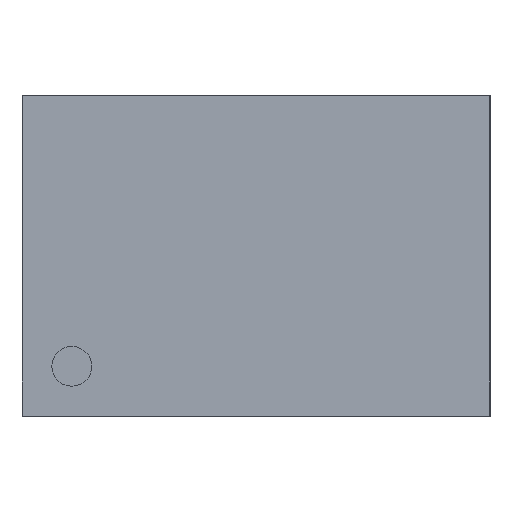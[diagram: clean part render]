
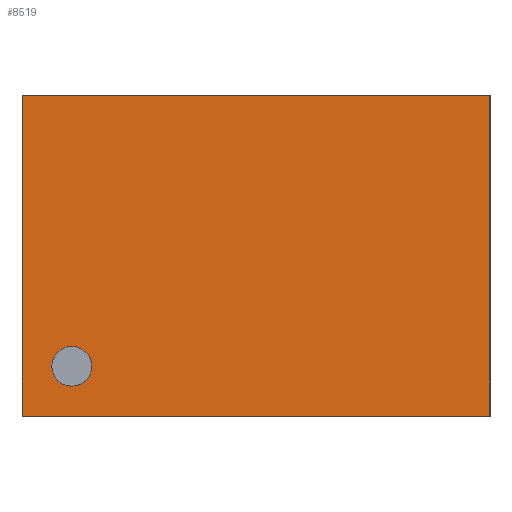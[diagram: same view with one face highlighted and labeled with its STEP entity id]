
A CAD part, top view. The second image highlights one B-rep face of the part: STEP entity #8519.
In plain terms, the highlighted planar face has unit normal (0, 0, 1).
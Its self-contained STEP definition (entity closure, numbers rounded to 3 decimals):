
#1357=CIRCLE('',#9903,0.2);
#2997=ORIENTED_EDGE('',*,*,#3832,.T.);
#2998=ORIENTED_EDGE('',*,*,#3822,.T.);
#2999=ORIENTED_EDGE('',*,*,#3826,.T.);
#3000=ORIENTED_EDGE('',*,*,#3829,.T.);
#3001=ORIENTED_EDGE('',*,*,#3831,.T.);
#3822=EDGE_CURVE('',#4593,#4592,#4755,.T.);
#3826=EDGE_CURVE('',#4592,#4595,#4759,.T.);
#3829=EDGE_CURVE('',#4595,#4597,#4762,.T.);
#3831=EDGE_CURVE('',#4597,#4593,#4764,.T.);
#3832=EDGE_CURVE('',#4598,#4598,#1357,.T.);
#4592=VERTEX_POINT('',#29154);
#4593=VERTEX_POINT('',#29156);
#4595=VERTEX_POINT('',#29162);
#4597=VERTEX_POINT('',#29168);
#4598=VERTEX_POINT('',#29175);
#4755=LINE('',#29155,#4920);
#4759=LINE('',#29163,#4924);
#4762=LINE('',#29169,#4927);
#4764=LINE('',#29172,#4929);
#4920=VECTOR('',#12516,1000.);
#4924=VECTOR('',#12522,1000.);
#4927=VECTOR('',#12527,1000.);
#4929=VECTOR('',#12531,1000.);
#6309=EDGE_LOOP('',(#2997));
#6310=EDGE_LOOP('',(#2998,#2999,#3000,#3001));
#7694=FACE_BOUND('',#6309,.T.);
#7695=FACE_BOUND('',#6310,.T.);
#7783=PLANE('',#9902);
#8519=ADVANCED_FACE('',(#7694,#7695),#7783,.T.);
#9902=AXIS2_PLACEMENT_3D('',#29173,#12532,#12533);
#9903=AXIS2_PLACEMENT_3D('',#29174,#12534,#12535);
#12516=DIRECTION('',(0.,-1.,0.));
#12522=DIRECTION('',(1.,0.,0.));
#12527=DIRECTION('',(0.,1.,0.));
#12531=DIRECTION('',(-1.,0.,0.));
#12532=DIRECTION('',(0.,0.,1.));
#12533=DIRECTION('',(1.,0.,0.));
#12534=DIRECTION('',(0.,0.,-1.));
#12535=DIRECTION('',(1.,0.,0.));
#29154=CARTESIAN_POINT('',(-2.35,-1.61,1.1));
#29155=CARTESIAN_POINT('',(-2.35,1.61,1.1));
#29156=CARTESIAN_POINT('',(-2.35,1.61,1.1));
#29162=CARTESIAN_POINT('',(2.35,-1.61,1.1));
#29163=CARTESIAN_POINT('',(-2.35,-1.61,1.1));
#29168=CARTESIAN_POINT('',(2.35,1.61,1.1));
#29169=CARTESIAN_POINT('',(2.35,-1.61,1.1));
#29172=CARTESIAN_POINT('',(2.35,1.61,1.1));
#29173=CARTESIAN_POINT('',(0.,0.,1.1));
#29174=CARTESIAN_POINT('',(-1.85,-1.11,1.1));
#29175=CARTESIAN_POINT('',(-1.65,-1.11,1.1));
